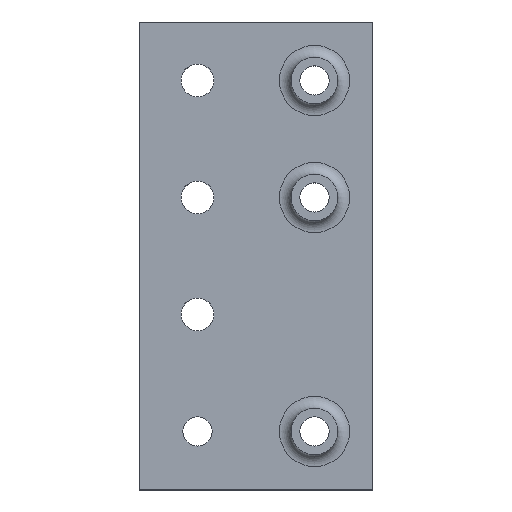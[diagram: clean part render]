
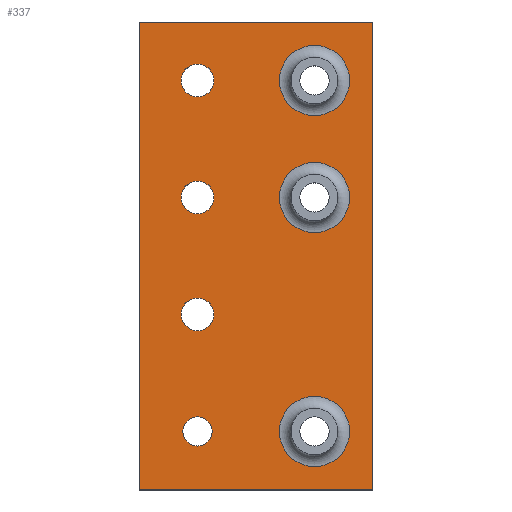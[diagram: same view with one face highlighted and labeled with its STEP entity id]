
A CAD part, top view. The second image highlights one B-rep face of the part: STEP entity #337.
In plain terms, the highlighted planar face has unit normal (0, 0, 1).
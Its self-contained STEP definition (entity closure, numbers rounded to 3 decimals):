
#22=FACE_BOUND('',#107,.T.);
#23=FACE_BOUND('',#108,.T.);
#24=FACE_BOUND('',#109,.T.);
#25=FACE_BOUND('',#110,.T.);
#26=FACE_BOUND('',#111,.T.);
#27=FACE_BOUND('',#112,.T.);
#28=FACE_BOUND('',#113,.T.);
#39=LINE('',#535,#58);
#40=LINE('',#537,#59);
#41=LINE('',#539,#60);
#42=LINE('',#540,#61);
#58=VECTOR('',#426,10.);
#59=VECTOR('',#427,10.);
#60=VECTOR('',#428,10.);
#61=VECTOR('',#429,10.);
#77=PLANE('',#373);
#87=FACE_OUTER_BOUND('',#106,.T.);
#106=EDGE_LOOP('',(#247,#248,#249,#250));
#107=EDGE_LOOP('',(#251));
#108=EDGE_LOOP('',(#252));
#109=EDGE_LOOP('',(#253));
#110=EDGE_LOOP('',(#254));
#111=EDGE_LOOP('',(#255));
#112=EDGE_LOOP('',(#256));
#113=EDGE_LOOP('',(#257));
#143=CIRCLE('',#372,6.);
#144=CIRCLE('',#374,6.);
#145=CIRCLE('',#375,2.794);
#146=CIRCLE('',#376,2.5);
#147=CIRCLE('',#377,2.794);
#148=CIRCLE('',#378,2.794);
#149=CIRCLE('',#379,6.);
#168=VERTEX_POINT('',#529);
#169=VERTEX_POINT('',#533);
#170=VERTEX_POINT('',#534);
#171=VERTEX_POINT('',#536);
#172=VERTEX_POINT('',#538);
#173=VERTEX_POINT('',#541);
#174=VERTEX_POINT('',#543);
#175=VERTEX_POINT('',#545);
#176=VERTEX_POINT('',#547);
#177=VERTEX_POINT('',#549);
#178=VERTEX_POINT('',#551);
#200=EDGE_CURVE('',#168,#168,#143,.T.);
#201=EDGE_CURVE('',#169,#170,#39,.T.);
#202=EDGE_CURVE('',#170,#171,#40,.T.);
#203=EDGE_CURVE('',#171,#172,#41,.T.);
#204=EDGE_CURVE('',#172,#169,#42,.T.);
#205=EDGE_CURVE('',#173,#173,#144,.T.);
#206=EDGE_CURVE('',#174,#174,#145,.T.);
#207=EDGE_CURVE('',#175,#175,#146,.T.);
#208=EDGE_CURVE('',#176,#176,#147,.T.);
#209=EDGE_CURVE('',#177,#177,#148,.T.);
#210=EDGE_CURVE('',#178,#178,#149,.T.);
#247=ORIENTED_EDGE('',*,*,#201,.T.);
#248=ORIENTED_EDGE('',*,*,#202,.T.);
#249=ORIENTED_EDGE('',*,*,#203,.T.);
#250=ORIENTED_EDGE('',*,*,#204,.T.);
#251=ORIENTED_EDGE('',*,*,#205,.F.);
#252=ORIENTED_EDGE('',*,*,#206,.T.);
#253=ORIENTED_EDGE('',*,*,#207,.T.);
#254=ORIENTED_EDGE('',*,*,#208,.T.);
#255=ORIENTED_EDGE('',*,*,#209,.T.);
#256=ORIENTED_EDGE('',*,*,#210,.F.);
#257=ORIENTED_EDGE('',*,*,#200,.F.);
#337=ADVANCED_FACE('',(#87,#22,#23,#24,#25,#26,#27,#28),#77,.T.);
#372=AXIS2_PLACEMENT_3D('',#531,#422,#423);
#373=AXIS2_PLACEMENT_3D('',#532,#424,#425);
#374=AXIS2_PLACEMENT_3D('',#542,#430,#431);
#375=AXIS2_PLACEMENT_3D('',#544,#432,#433);
#376=AXIS2_PLACEMENT_3D('',#546,#434,#435);
#377=AXIS2_PLACEMENT_3D('',#548,#436,#437);
#378=AXIS2_PLACEMENT_3D('',#550,#438,#439);
#379=AXIS2_PLACEMENT_3D('',#552,#440,#441);
#422=DIRECTION('center_axis',(0.,0.,1.));
#423=DIRECTION('ref_axis',(-1.,0.,0.));
#424=DIRECTION('center_axis',(0.,0.,1.));
#425=DIRECTION('ref_axis',(1.,0.,0.));
#426=DIRECTION('',(0.,1.,0.));
#427=DIRECTION('',(-1.,0.,0.));
#428=DIRECTION('',(0.,-1.,0.));
#429=DIRECTION('',(1.,0.,0.));
#430=DIRECTION('center_axis',(0.,0.,1.));
#431=DIRECTION('ref_axis',(-1.,0.,0.));
#432=DIRECTION('center_axis',(0.,0.,-1.));
#433=DIRECTION('ref_axis',(1.,0.,0.));
#434=DIRECTION('center_axis',(0.,0.,-1.));
#435=DIRECTION('ref_axis',(1.,0.,0.));
#436=DIRECTION('center_axis',(0.,0.,-1.));
#437=DIRECTION('ref_axis',(1.,0.,0.));
#438=DIRECTION('center_axis',(0.,0.,-1.));
#439=DIRECTION('ref_axis',(1.,0.,0.));
#440=DIRECTION('center_axis',(0.,0.,1.));
#441=DIRECTION('ref_axis',(-1.,0.,0.));
#529=CARTESIAN_POINT('',(16.,30.,5.));
#531=CARTESIAN_POINT('Origin',(10.,30.,5.));
#532=CARTESIAN_POINT('Origin',(0.,0.,5.));
#533=CARTESIAN_POINT('',(20.,-40.,5.));
#534=CARTESIAN_POINT('',(20.,40.,5.));
#535=CARTESIAN_POINT('',(20.,-40.,5.));
#536=CARTESIAN_POINT('',(-20.,40.,5.));
#537=CARTESIAN_POINT('',(20.,40.,5.));
#538=CARTESIAN_POINT('',(-20.,-40.,5.));
#539=CARTESIAN_POINT('',(-20.,40.,5.));
#540=CARTESIAN_POINT('',(-20.,-40.,5.));
#541=CARTESIAN_POINT('',(16.,10.,5.));
#542=CARTESIAN_POINT('Origin',(10.,10.,5.));
#543=CARTESIAN_POINT('',(-12.794,30.,5.));
#544=CARTESIAN_POINT('Origin',(-10.,30.,5.));
#545=CARTESIAN_POINT('',(-12.5,-30.,5.));
#546=CARTESIAN_POINT('Origin',(-10.,-30.,5.));
#547=CARTESIAN_POINT('',(-12.794,-10.,5.));
#548=CARTESIAN_POINT('Origin',(-10.,-10.,5.));
#549=CARTESIAN_POINT('',(-12.794,10.,5.));
#550=CARTESIAN_POINT('Origin',(-10.,10.,5.));
#551=CARTESIAN_POINT('',(16.,-30.,5.));
#552=CARTESIAN_POINT('Origin',(10.,-30.,5.));
